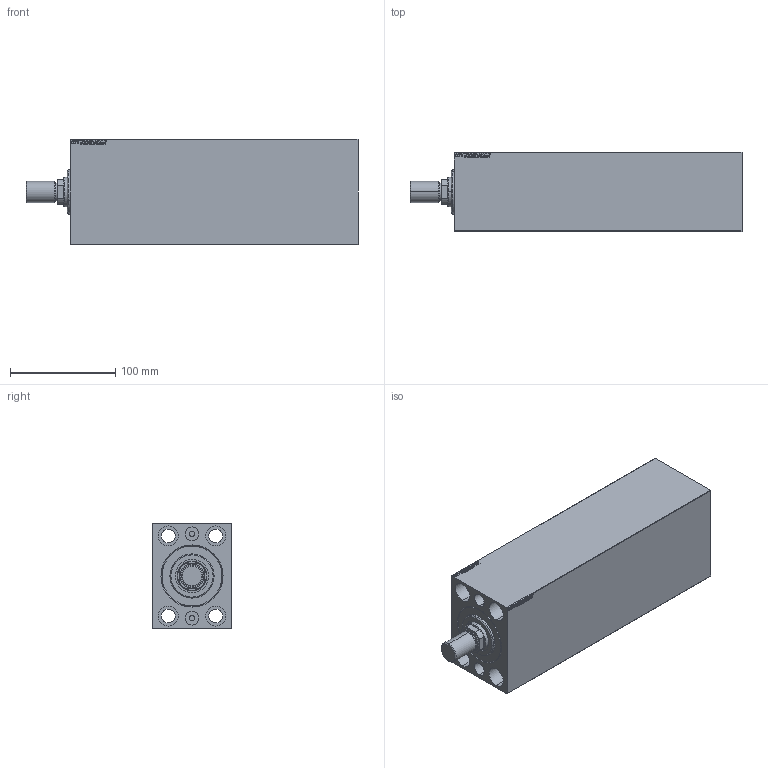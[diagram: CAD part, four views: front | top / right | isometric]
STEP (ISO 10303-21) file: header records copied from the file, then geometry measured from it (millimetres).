
FILE_DESCRIPTION (( 'STEP AP203' ), '1' );
FILE_NAME ('cd8b.STEP', '2024-02-12T05:47:14', ( '' ), ( '' ), 'SwSTEP 2.0', 'SolidWorks 2019', '' );
FILE_SCHEMA (( 'CONFIG_CONTROL_DESIGN' ));
Length unit declared in the file: millimetre
Products named in the file (5): cd8b; V450CM_VC_B 75d517e065388d3d224969c551e72daf; V450CM_C_VCP 75d517e065388d3d224969c551e72daf; V450CM_C_Body 75d517e065388d3d224969c551e72daf; V450CM_MALE_METRIC 75d517e065388d3d224969c551e72daf
Assembly tree (4 placements, depth 2):
  cd8b
    V450CM_C_Body 75d517e065388d3d224969c551e72daf
    V450CM_C_VCP 75d517e065388d3d224969c551e72daf
    V450CM_VC_B 75d517e065388d3d224969c551e72daf
    V450CM_MALE_METRIC 75d517e065388d3d224969c551e72daf
Bounding box: 315 x 75 x 100 mm (x, y, z)
Volume: 1615568.5 mm3; surface area: 248016.5 mm2
Topology: 4 solids, 4 shells, 875 faces, 2228 edges, 1477 vertices
Faces by surface type: plane 413, bspline 380, cylinder 62, cone 18, torus 2
Entity records: 44309 total; most frequent: CARTESIAN_POINT 25085, ORIENTED_EDGE 4452, DIRECTION 2612, EDGE_CURVE 2226, VERTEX_POINT 1477, LINE 1308, VECTOR 1308, EDGE_LOOP 1003
